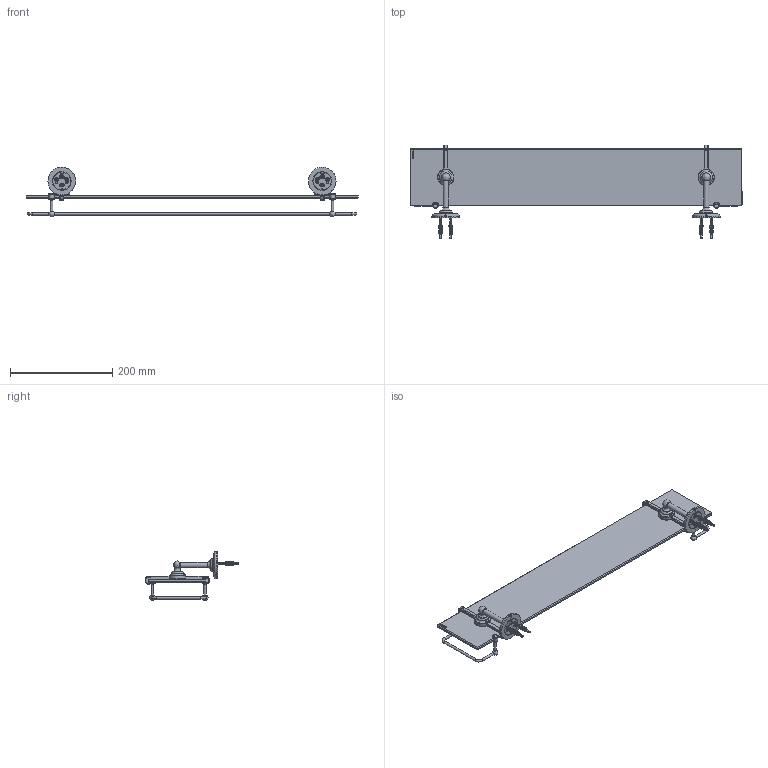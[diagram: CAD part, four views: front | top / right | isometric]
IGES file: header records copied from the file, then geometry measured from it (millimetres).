
Global section: file name: N4313-65; native system: Autodesk Inventor 2018; preprocessor: unknown; author: aprice; date: 20171113.080329; units: millimetre
Bounding box: 650 x 183.32 x 96.9 mm (x, y, z)
Volume: 530415.3 mm3; surface area: 220311.5 mm2
Topology: 40 solids, 40 shells, 1685 faces, 4810 edges, 3208 vertices
Faces by surface type: bspline 1683, revolution 2
